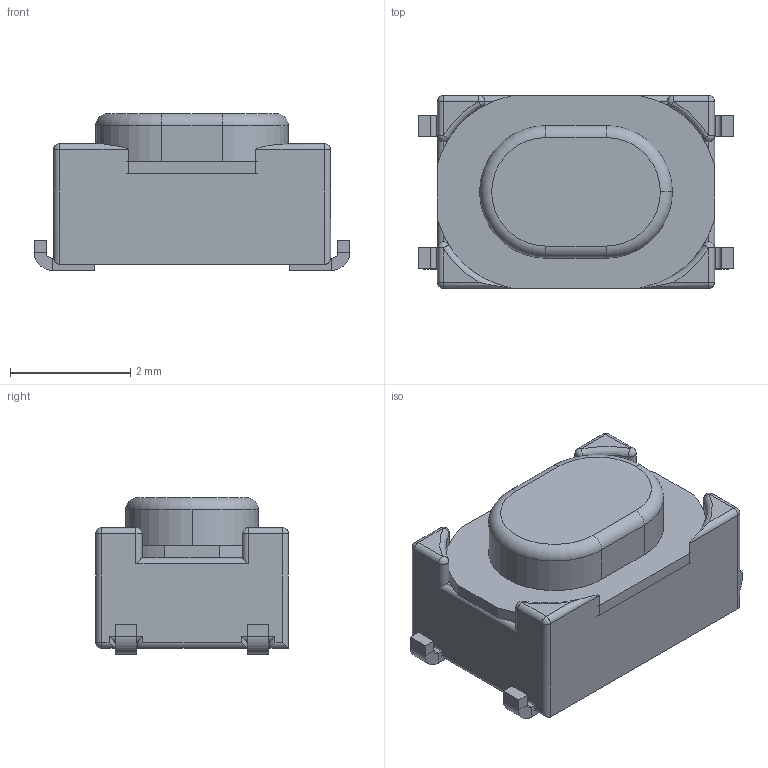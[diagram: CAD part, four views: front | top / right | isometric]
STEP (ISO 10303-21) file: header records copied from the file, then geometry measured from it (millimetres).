
FILE_DESCRIPTION (( 'STEP AP214' ), '1' );
FILE_NAME ('SW-SMD_4P_PTS810SJM250SMTRLFS.step', '2022-07-26T14:46:53', ( '' ), ( '' ), 'SwSTEP 2.0', 'SolidWorks 2020', '' );
FILE_SCHEMA (( 'AUTOMOTIVE_DESIGN' ));
Length unit declared in the file: millimetre
Products named in the file (1): SW-SMD_4P_PTS810SJM250SMTRLFS
Bounding box: 5.24 x 3.2 x 2.6 mm (x, y, z)
Volume: 30.3 mm3; surface area: 91.1 mm2
Topology: 19 solids, 19 shells, 458 faces, 1158 edges, 734 vertices
Faces by surface type: plane 263, bspline 122, cylinder 57, sphere 13, torus 3
Entity records: 18638 total; most frequent: CARTESIAN_POINT 4775, ORIENTED_EDGE 2284, DIRECTION 1628, EDGE_CURVE 1142, VECTOR 790, LINE 790, VERTEX_POINT 730, EDGE_LOOP 480
